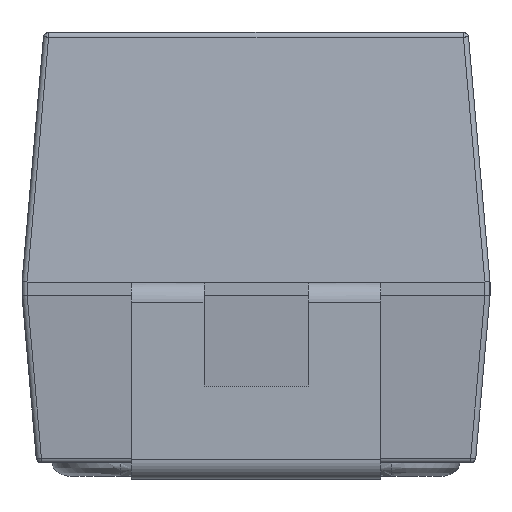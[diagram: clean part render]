
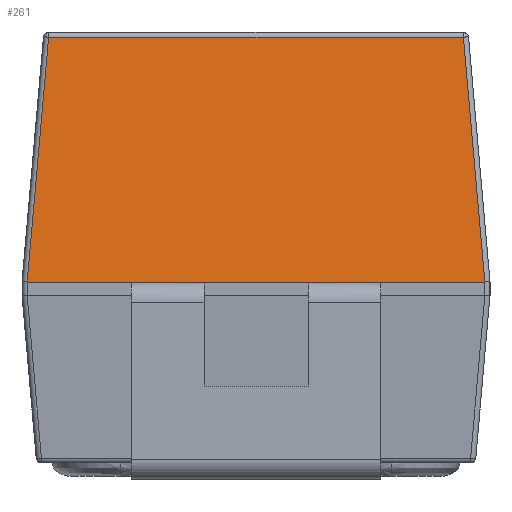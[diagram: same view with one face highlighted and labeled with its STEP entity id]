
A CAD part, left-side view. The second image highlights one B-rep face of the part: STEP entity #261.
In plain terms, the highlighted planar face has unit normal (-0.996, 0, 0.087).
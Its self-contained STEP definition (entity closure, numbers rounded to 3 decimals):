
#261=ADVANCED_FACE('',(#1099),#1101,.T.);
#1099=FACE_BOUND('',#1100,.T.);
#1100=EDGE_LOOP('',(#1869,#1870,#1871,#1872));
#1101=PLANE('',#1102);
#1102=AXIS2_PLACEMENT_3D('',#1103,#1104,#1105);
#1103=CARTESIAN_POINT('',(-3.62,2.25,1.9));
#1104=DIRECTION('',(-0.996,0.,0.087));
#1105=DIRECTION('',(0.,-1.,0.));
#1869=ORIENTED_EDGE('',*,*,#2268,.F.);
#1870=ORIENTED_EDGE('',*,*,#2275,.F.);
#1871=ORIENTED_EDGE('',*,*,#2276,.F.);
#1872=ORIENTED_EDGE('',*,*,#2260,.T.);
#2260=EDGE_CURVE('',#2503,#2489,#2504,.T.);
#2268=EDGE_CURVE('',#2497,#2489,#2515,.T.);
#2275=EDGE_CURVE('',#2524,#2497,#2526,.T.);
#2276=EDGE_CURVE('',#2503,#2524,#2527,.F.);
#2489=VERTEX_POINT('',#2908);
#2497=VERTEX_POINT('',#2928);
#2503=VERTEX_POINT('',#2946);
#2504=LINE('',#2947,#2948);
#2515=LINE('',#3000,#3001);
#2524=VERTEX_POINT('',#3034);
#2526=LINE('',#3051,#3052);
#2527=LINE('',#3054,#3055);
#2908=CARTESIAN_POINT('',(-3.414,-1.994,4.254));
#2928=CARTESIAN_POINT('',(-3.414,1.994,4.254));
#2946=CARTESIAN_POINT('',(-3.62,-2.2,1.9));
#2947=CARTESIAN_POINT('',(-3.62,-2.2,1.9));
#2948=VECTOR('',#2949,1.);
#2949=DIRECTION('',(0.087,0.087,0.992));
#3000=CARTESIAN_POINT('',(-3.414,1.994,4.254));
#3001=VECTOR('',#3002,1.);
#3002=DIRECTION('',(0.,-1.,0.));
#3034=CARTESIAN_POINT('',(-3.62,2.2,1.9));
#3051=CARTESIAN_POINT('',(-3.62,2.2,1.9));
#3052=VECTOR('',#3053,1.);
#3053=DIRECTION('',(0.087,-0.087,0.992));
#3054=CARTESIAN_POINT('',(-3.62,2.2,1.9));
#3055=VECTOR('',#3056,1.);
#3056=DIRECTION('',(0.,-1.,0.));
